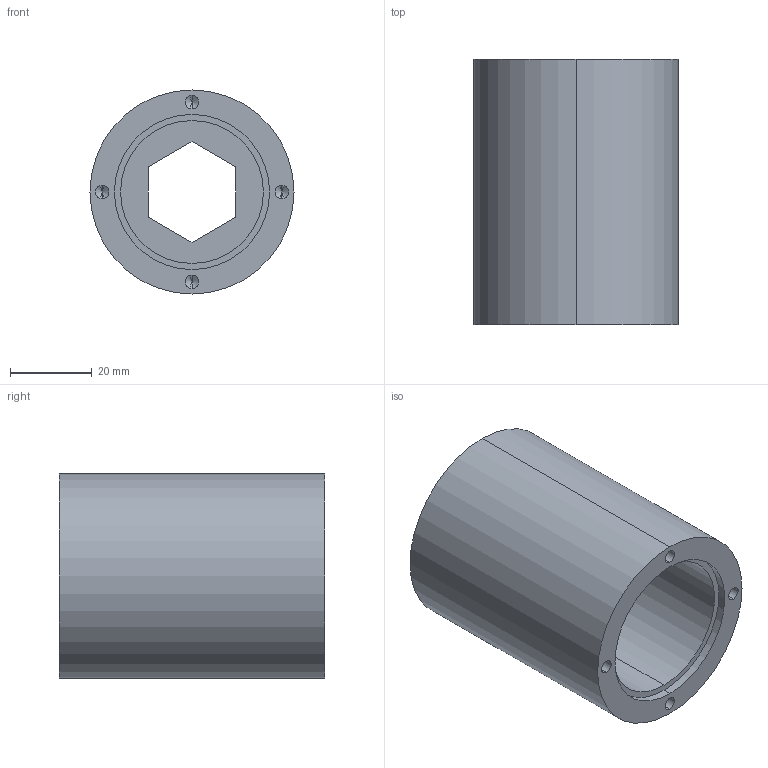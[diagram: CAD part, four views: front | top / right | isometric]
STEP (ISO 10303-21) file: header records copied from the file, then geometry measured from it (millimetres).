
FILE_DESCRIPTION (( 'STEP AP214' ), '1' );
FILE_NAME ('Chapeau_roulement.STEP', '2020-12-08T16:18:27', ( '' ), ( '' ), 'SwSTEP 2.0', 'SolidWorks 2020', '' );
FILE_SCHEMA (( 'AUTOMOTIVE_DESIGN' ));
Length unit declared in the file: millimetre
Products named in the file (1): Chapeau_roulement
Bounding box: 50 x 65 x 50 mm (x, y, z)
Volume: 67216.6 mm3; surface area: 20755.3 mm2
Topology: 1 solids, 1 shells, 32 faces, 76 edges, 44 vertices
Faces by surface type: cylinder 14, plane 10, cone 8
Entity records: 994 total; most frequent: DIRECTION 162, CARTESIAN_POINT 145, ORIENTED_EDGE 136, EDGE_CURVE 68, AXIS2_PLACEMENT_3D 61, VERTEX_POINT 44, VECTOR 40, LINE 40
